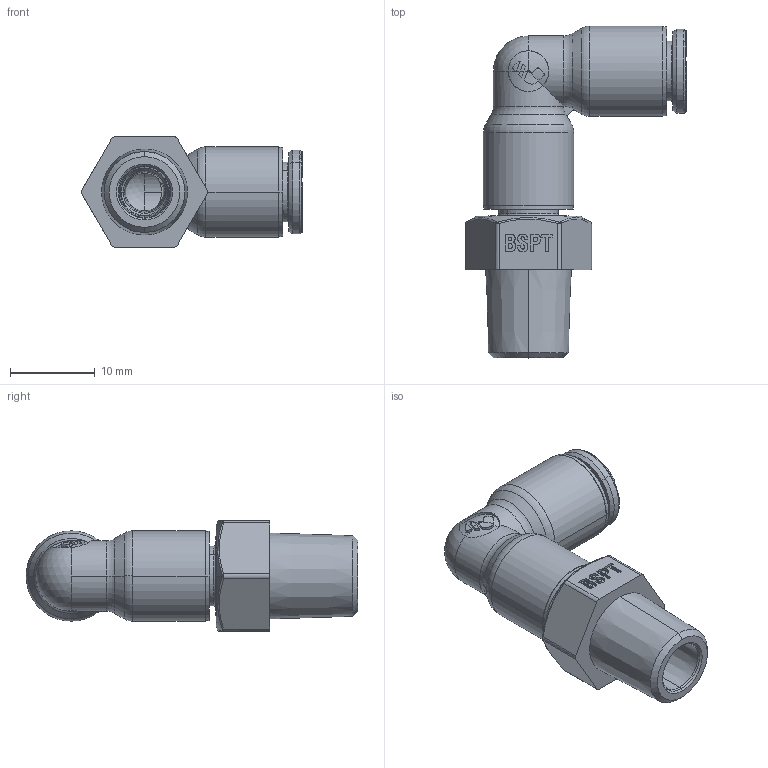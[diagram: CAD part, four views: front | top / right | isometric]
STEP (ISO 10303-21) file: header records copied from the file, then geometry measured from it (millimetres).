
FILE_DESCRIPTION(('STEP AP214'),'1');
FILE_NAME('6879_06_10.stp','2016-07-07T14:48:13',('TraceParts'),('TraceParts S.A.'),'Spatial InterOp 3D',' ',' ');
FILE_SCHEMA(('automotive_design'));
Length unit declared in the file: millimetre
Products named in the file (12): 6879 06 10|44106-64_ASM_2043#44106-64_ASM|44106-26_2039#44106-26;Solide1; 6879 06 10|44106-64_ASM_2043#44106-64_ASM|44106_2040#44106;Solide1; 6879 06 10|44106-64_ASM_2043#44106-64_ASM|44106-27_2041#44106-27;Solide1; 6879 06 10|44106-64_ASM_2043#44106-64_ASM|44126-20_2042#44126-20;Solide1; 6879 06 10|44106-64_ASM_2045#44106-64_ASM|44106-26_2039#44106-26;Solide1; 6879 06 10|44106-64_ASM_2045#44106-64_ASM|44106_2040#44106;Solide1; 6879 06 10|44106-64_ASM_2045#44106-64_ASM|44106-27_2041#44106-27;Solide1; 6879 06 10|44106-64_ASM_2045#44106-64_ASM|44126-20_2042#44126-20;Solide1; 6879 06 10|44516-02_2038#44516-02;Solide1; 6879 06 10|44106-11-10-ASM_2044#44106-11-10-ASM;Solide1; 6879 06 10|44516-45_RAINURE_2046#44516-45_RAINURE;Solide1; 6879 06 10|44106-11-10-ASM_2047#44106-11-10-ASM;Solide1
Bounding box: 26.05 x 39.12 x 13 mm (x, y, z)
Volume: 2768.9 mm3; surface area: 5761.2 mm2
Topology: 12 solids, 12 shells, 1387 faces, 3686 edges, 2360 vertices
Faces by surface type: plane 668, cylinder 228, bspline 178, cone 174, torus 125, sphere 14
Entity records: 61675 total; most frequent: CARTESIAN_POINT 16163, ORIENTED_EDGE 7364, DIRECTION 6886, EDGE_CURVE 3682, AXIS2_PLACEMENT_3D 2377, VERTEX_POINT 2360, LINE 2132, VECTOR 2132
